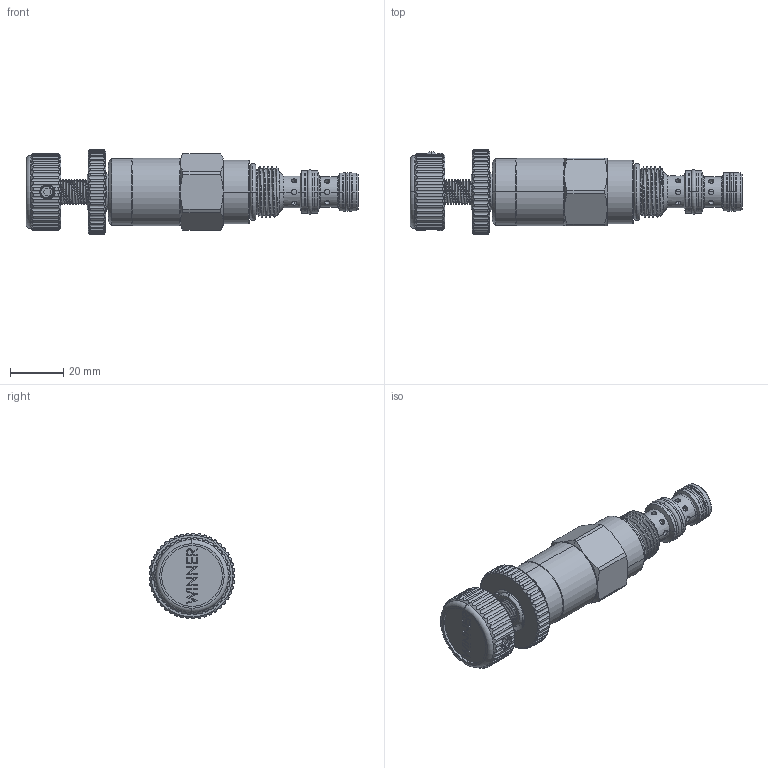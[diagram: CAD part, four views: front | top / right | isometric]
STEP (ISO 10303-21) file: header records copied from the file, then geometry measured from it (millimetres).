
FILE_DESCRIPTION (( 'STEP AP203' ), '1' );
FILE_NAME ('SQ08W33-K.STEP', '2016-08-11T06:19:56', ( '' ), ( '' ), 'SwSTEP 2.0', 'SolidWorks 2012', '' );
FILE_SCHEMA (( 'CONFIG_CONTROL_DESIGN' ));
Products named in the file (1): SQ08W33-K
Bounding box: 124.32 x 32.18 x 32.2 mm (x, y, z)
Volume: 46177.6 mm3; surface area: 17333.5 mm2
Topology: 7 solids, 13 shells, 751 faces, 1962 edges, 1260 vertices
Faces by surface type: cylinder 442, plane 162, cone 82, torus 36, bspline 25, sphere 4
Entity records: 40797 total; most frequent: CARTESIAN_POINT 23195, ORIENTED_EDGE 3892, DIRECTION 3379, EDGE_CURVE 1946, AXIS2_PLACEMENT_3D 1308, VERTEX_POINT 1260, EDGE_LOOP 810, VECTOR 763
